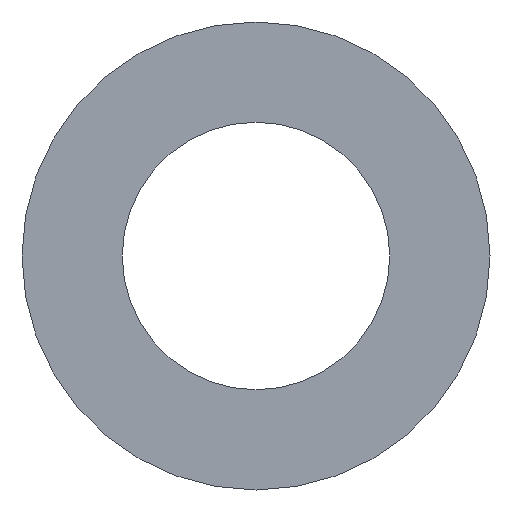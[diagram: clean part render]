
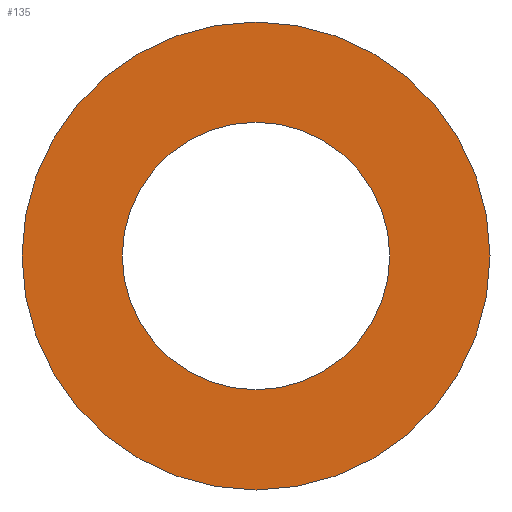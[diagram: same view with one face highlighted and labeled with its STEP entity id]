
A CAD part, front view. The second image highlights one B-rep face of the part: STEP entity #135.
In plain terms, the highlighted planar face has unit normal (0, -1, 0).
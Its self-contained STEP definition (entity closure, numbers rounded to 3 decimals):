
#2 = AXIS2_PLACEMENT_3D ( 'NONE', #187, #129, #8 ) ;
#8 = DIRECTION ( 'NONE',  ( 0., 0., 1. ) ) ;
#9 = VERTEX_POINT ( 'NONE', #11 ) ;
#10 = CARTESIAN_POINT ( 'NONE',  ( 0., -0.5, 4. ) ) ;
#11 = CARTESIAN_POINT ( 'NONE',  ( 0., -0.5, -4. ) ) ;
#12 = AXIS2_PLACEMENT_3D ( 'NONE', #54, #56, #78 ) ;
#18 = DIRECTION ( 'NONE',  ( 0., 0., 1. ) ) ;
#29 = VERTEX_POINT ( 'NONE', #10 ) ;
#33 = CIRCLE ( 'NONE', #2, 4. ) ;
#35 = EDGE_CURVE ( 'NONE', #128, #119, #114, .T. ) ;
#42 = ORIENTED_EDGE ( 'NONE', *, *, #198, .T. ) ;
#51 = CARTESIAN_POINT ( 'NONE',  ( 0., -0.5, -7. ) ) ;
#54 = CARTESIAN_POINT ( 'NONE',  ( 0., -0.5, 0. ) ) ;
#56 = DIRECTION ( 'NONE',  ( 0., 1., 0. ) ) ;
#66 = DIRECTION ( 'NONE',  ( 0., 1., 0. ) ) ;
#68 = CARTESIAN_POINT ( 'NONE',  ( 0., -0.5, 0. ) ) ;
#71 = EDGE_CURVE ( 'NONE', #29, #9, #33, .T. ) ;
#78 = DIRECTION ( 'NONE',  ( 0., 0., 1. ) ) ;
#99 = DIRECTION ( 'NONE',  ( 0., 1., 0. ) ) ;
#101 = DIRECTION ( 'NONE',  ( 0., 0., 1. ) ) ;
#111 = ORIENTED_EDGE ( 'NONE', *, *, #35, .F. ) ;
#114 = CIRCLE ( 'NONE', #12, 7. ) ;
#119 = VERTEX_POINT ( 'NONE', #51 ) ;
#120 = CIRCLE ( 'NONE', #208, 7. ) ;
#124 = CIRCLE ( 'NONE', #134, 4. ) ;
#128 = VERTEX_POINT ( 'NONE', #165 ) ;
#129 = DIRECTION ( 'NONE',  ( 0., 1., 0. ) ) ;
#134 = AXIS2_PLACEMENT_3D ( 'NONE', #245, #137, #18 ) ;
#135 = ADVANCED_FACE ( 'NONE', ( #200, #238 ), #138, .F. ) ;
#137 = DIRECTION ( 'NONE',  ( 0., 1., 0. ) ) ;
#138 = PLANE ( 'NONE',  #145 ) ;
#145 = AXIS2_PLACEMENT_3D ( 'NONE', #156, #99, #228 ) ;
#150 = EDGE_LOOP ( 'NONE', ( #111, #176 ) ) ;
#156 = CARTESIAN_POINT ( 'NONE',  ( 0., -0.5, 0. ) ) ;
#165 = CARTESIAN_POINT ( 'NONE',  ( 0., -0.5, 7. ) ) ;
#169 = EDGE_LOOP ( 'NONE', ( #220, #42 ) ) ;
#176 = ORIENTED_EDGE ( 'NONE', *, *, #224, .F. ) ;
#187 = CARTESIAN_POINT ( 'NONE',  ( 0., -0.5, 0. ) ) ;
#198 = EDGE_CURVE ( 'NONE', #9, #29, #124, .T. ) ;
#200 = FACE_BOUND ( 'NONE', #169, .T. ) ;
#208 = AXIS2_PLACEMENT_3D ( 'NONE', #68, #66, #101 ) ;
#220 = ORIENTED_EDGE ( 'NONE', *, *, #71, .T. ) ;
#224 = EDGE_CURVE ( 'NONE', #119, #128, #120, .T. ) ;
#228 = DIRECTION ( 'NONE',  ( 0., 0., 1. ) ) ;
#238 = FACE_OUTER_BOUND ( 'NONE', #150, .T. ) ;
#245 = CARTESIAN_POINT ( 'NONE',  ( 0., -0.5, 0. ) ) ;
